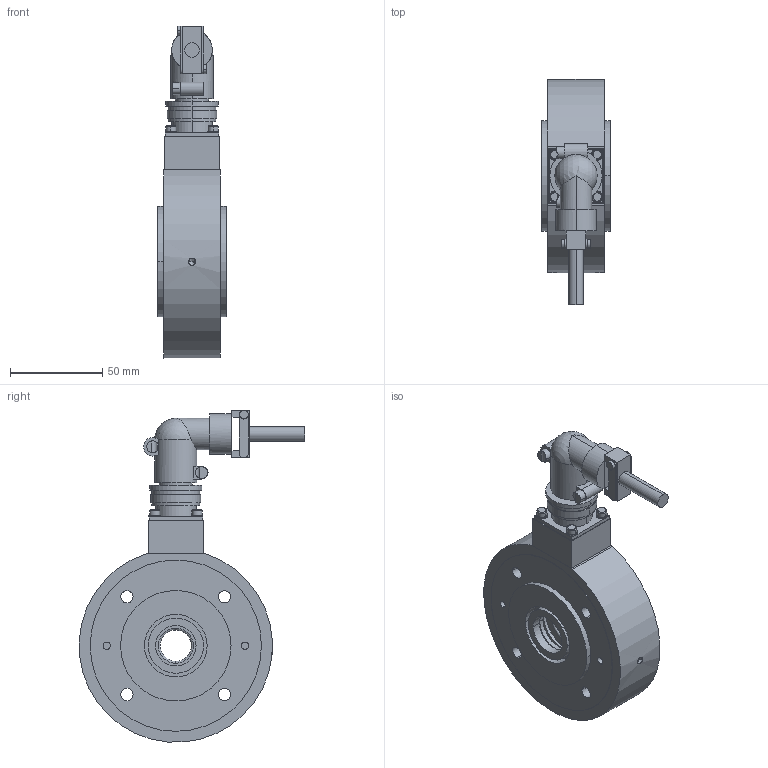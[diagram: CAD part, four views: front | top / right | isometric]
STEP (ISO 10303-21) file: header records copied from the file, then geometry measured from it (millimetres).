
FILE_DESCRIPTION((''),'2;1');
FILE_NAME('50137.stp','2007-09-21T15:42:03',(''),(''),'Mechanical Desktop 2007','Mechanical Desktop 2007',', , ');
FILE_SCHEMA(('CONFIG_CONTROL_DESIGN'));
Length unit declared in the file: millimetre
Products named in the file (26): ZEICHNUNG7; L50137; L4795904; L47958A; L47958; L48989; TEIL1; L49026; TEIL1A; I-6KT_SCHRAUBE_M5X25_NKA; I-6KT_SCHRAUBE_M5X25_NK; I-6KT_SCHRAUBE_M3X25A; I-6KT_SCHRAUBE_M3X25; FEDERRING_M3; FEDERRING_M3A; V_RING_V22A; V_RING_V22AA; PENDELKUGELLAGER_1203TV; PENDELKUGELLAGER_1203TVA; SICHERUNGSRING_J40A; SICHERUNGSRING_J40; FLANSCHDOSE_WINKEL_AMPH_4-POLIG; TEIL1AA; L4340302; TEIL1AAA; RM_SDB
Assembly tree (36 placements, depth 4):
  ZEICHNUNG7
    L50137
      L4795904
      L47958A
        L47958
      L48989
        TEIL1
      L49026
        TEIL1A
      I-6KT_SCHRAUBE_M5X25_NKA  x2
        I-6KT_SCHRAUBE_M5X25_NK
      I-6KT_SCHRAUBE_M3X25A  x4
        I-6KT_SCHRAUBE_M3X25
      FEDERRING_M3  x4
        FEDERRING_M3A
      V_RING_V22A  x2
        V_RING_V22AA
      PENDELKUGELLAGER_1203TV
        PENDELKUGELLAGER_1203TVA
      SICHERUNGSRING_J40A
        SICHERUNGSRING_J40
      FLANSCHDOSE_WINKEL_AMPH_4-POLIG
        TEIL1AA
      L4340302  x2
        TEIL1AAA
    RM_SDB  x3
Bounding box: 37.2 x 122.41 x 180.31 mm (x, y, z)
Volume: 297580 mm3; surface area: 106800.2 mm2
Topology: 21 solids, 21 shells, 407 faces, 986 edges, 650 vertices
Faces by surface type: cylinder 231, plane 125, cone 26, torus 20, bspline 4, sphere 1
Entity records: 10840 total; most frequent: CARTESIAN_POINT 2195, DIRECTION 1863, ORIENTED_EDGE 1500, AXIS2_PLACEMENT_3D 783, EDGE_CURVE 750, VERTEX_POINT 498, EDGE_LOOP 424, CIRCLE 420
